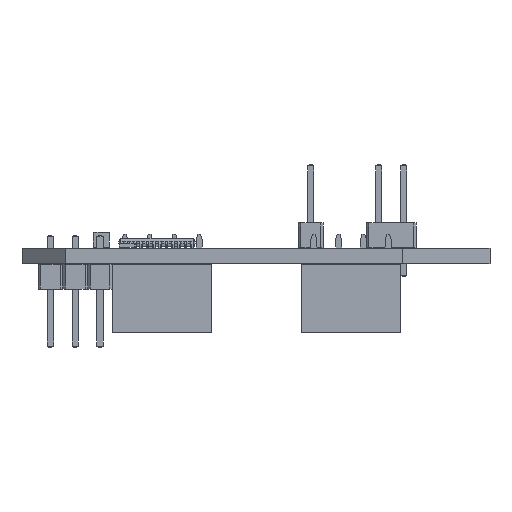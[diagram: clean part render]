
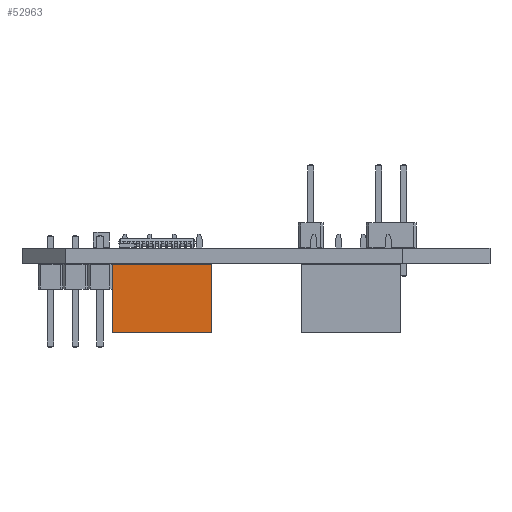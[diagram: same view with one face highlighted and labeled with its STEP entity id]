
A CAD part, left-side view. The second image highlights one B-rep face of the part: STEP entity #52963.
In plain terms, the highlighted planar face has unit normal (-1, 0, 0).
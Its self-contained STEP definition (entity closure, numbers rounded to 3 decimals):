
#51077 = PLANE('',#51078);
#51078 = AXIS2_PLACEMENT_3D('',#51079,#51080,#51081);
#51079 = CARTESIAN_POINT('',(-1.27,-8.89,0.));
#51080 = DIRECTION('',(0.,1.,0.));
#51081 = DIRECTION('',(1.,0.,0.));
#51105 = PLANE('',#51106);
#51106 = AXIS2_PLACEMENT_3D('',#51107,#51108,#51109);
#51107 = CARTESIAN_POINT('',(1.27,-8.89,7.));
#51108 = DIRECTION('',(0.,0.,-1.));
#51109 = DIRECTION('',(0.,-1.,0.));
#51133 = PLANE('',#51134);
#51134 = AXIS2_PLACEMENT_3D('',#51135,#51136,#51137);
#51135 = CARTESIAN_POINT('',(1.27,1.27,0.));
#51136 = DIRECTION('',(0.,-1.,0.));
#51137 = DIRECTION('',(-1.,0.,0.));
#51175 = VERTEX_POINT('',#51176);
#51176 = CARTESIAN_POINT('',(-1.27,-8.89,0.));
#51192 = PLANE('',#51193);
#51193 = AXIS2_PLACEMENT_3D('',#51194,#51195,#51196);
#51194 = CARTESIAN_POINT('',(1.27,-8.89,0.));
#51195 = DIRECTION('',(0.,0.,-1.));
#51196 = DIRECTION('',(0.,-1.,0.));
#51204 = EDGE_CURVE('',#51175,#51205,#51207,.T.);
#51205 = VERTEX_POINT('',#51206);
#51206 = CARTESIAN_POINT('',(-1.27,-8.89,7.));
#51207 = SURFACE_CURVE('',#51208,(#51212,#51219),.PCURVE_S1.);
#51208 = LINE('',#51209,#51210);
#51209 = CARTESIAN_POINT('',(-1.27,-8.89,0.));
#51210 = VECTOR('',#51211,1.);
#51211 = DIRECTION('',(0.,0.,1.));
#51212 = PCURVE('',#51077,#51213);
#51213 = DEFINITIONAL_REPRESENTATION('',(#51214),#51218);
#51214 = LINE('',#51215,#51216);
#51215 = CARTESIAN_POINT('',(0.,0.));
#51216 = VECTOR('',#51217,1.);
#51217 = DIRECTION('',(0.,-1.));
#51218 = ( GEOMETRIC_REPRESENTATION_CONTEXT(2) 
PARAMETRIC_REPRESENTATION_CONTEXT() REPRESENTATION_CONTEXT('2D SPACE',''
  ) );
#51219 = PCURVE('',#51220,#51225);
#51220 = PLANE('',#51221);
#51221 = AXIS2_PLACEMENT_3D('',#51222,#51223,#51224);
#51222 = CARTESIAN_POINT('',(-1.27,1.27,0.));
#51223 = DIRECTION('',(1.,0.,0.));
#51224 = DIRECTION('',(0.,-1.,0.));
#51225 = DEFINITIONAL_REPRESENTATION('',(#51226),#51230);
#51226 = LINE('',#51227,#51228);
#51227 = CARTESIAN_POINT('',(10.16,0.));
#51228 = VECTOR('',#51229,1.);
#51229 = DIRECTION('',(0.,-1.));
#51230 = ( GEOMETRIC_REPRESENTATION_CONTEXT(2) 
PARAMETRIC_REPRESENTATION_CONTEXT() REPRESENTATION_CONTEXT('2D SPACE',''
  ) );
#51387 = VERTEX_POINT('',#51388);
#51388 = CARTESIAN_POINT('',(-1.27,1.27,7.));
#51409 = EDGE_CURVE('',#51410,#51387,#51412,.T.);
#51410 = VERTEX_POINT('',#51411);
#51411 = CARTESIAN_POINT('',(-1.27,1.27,0.));
#51412 = SURFACE_CURVE('',#51413,(#51417,#51424),.PCURVE_S1.);
#51413 = LINE('',#51414,#51415);
#51414 = CARTESIAN_POINT('',(-1.27,1.27,0.));
#51415 = VECTOR('',#51416,1.);
#51416 = DIRECTION('',(0.,0.,1.));
#51417 = PCURVE('',#51133,#51418);
#51418 = DEFINITIONAL_REPRESENTATION('',(#51419),#51423);
#51419 = LINE('',#51420,#51421);
#51420 = CARTESIAN_POINT('',(2.54,0.));
#51421 = VECTOR('',#51422,1.);
#51422 = DIRECTION('',(0.,-1.));
#51423 = ( GEOMETRIC_REPRESENTATION_CONTEXT(2) 
PARAMETRIC_REPRESENTATION_CONTEXT() REPRESENTATION_CONTEXT('2D SPACE',''
  ) );
#51424 = PCURVE('',#51220,#51425);
#51425 = DEFINITIONAL_REPRESENTATION('',(#51426),#51430);
#51426 = LINE('',#51427,#51428);
#51427 = CARTESIAN_POINT('',(0.,0.));
#51428 = VECTOR('',#51429,1.);
#51429 = DIRECTION('',(0.,-1.));
#51430 = ( GEOMETRIC_REPRESENTATION_CONTEXT(2) 
PARAMETRIC_REPRESENTATION_CONTEXT() REPRESENTATION_CONTEXT('2D SPACE',''
  ) );
#51554 = EDGE_CURVE('',#51387,#51205,#51555,.T.);
#51555 = SURFACE_CURVE('',#51556,(#51560,#51567),.PCURVE_S1.);
#51556 = LINE('',#51557,#51558);
#51557 = CARTESIAN_POINT('',(-1.27,1.27,7.));
#51558 = VECTOR('',#51559,1.);
#51559 = DIRECTION('',(0.,-1.,0.));
#51560 = PCURVE('',#51105,#51561);
#51561 = DEFINITIONAL_REPRESENTATION('',(#51562),#51566);
#51562 = LINE('',#51563,#51564);
#51563 = CARTESIAN_POINT('',(-10.16,2.54));
#51564 = VECTOR('',#51565,1.);
#51565 = DIRECTION('',(1.,0.));
#51566 = ( GEOMETRIC_REPRESENTATION_CONTEXT(2) 
PARAMETRIC_REPRESENTATION_CONTEXT() REPRESENTATION_CONTEXT('2D SPACE',''
  ) );
#51567 = PCURVE('',#51220,#51568);
#51568 = DEFINITIONAL_REPRESENTATION('',(#51569),#51573);
#51569 = LINE('',#51570,#51571);
#51570 = CARTESIAN_POINT('',(0.,-7.));
#51571 = VECTOR('',#51572,1.);
#51572 = DIRECTION('',(1.,0.));
#51573 = ( GEOMETRIC_REPRESENTATION_CONTEXT(2) 
PARAMETRIC_REPRESENTATION_CONTEXT() REPRESENTATION_CONTEXT('2D SPACE',''
  ) );
#52057 = EDGE_CURVE('',#51410,#51175,#52058,.T.);
#52058 = SURFACE_CURVE('',#52059,(#52063,#52070),.PCURVE_S1.);
#52059 = LINE('',#52060,#52061);
#52060 = CARTESIAN_POINT('',(-1.27,1.27,0.));
#52061 = VECTOR('',#52062,1.);
#52062 = DIRECTION('',(0.,-1.,0.));
#52063 = PCURVE('',#51192,#52064);
#52064 = DEFINITIONAL_REPRESENTATION('',(#52065),#52069);
#52065 = LINE('',#52066,#52067);
#52066 = CARTESIAN_POINT('',(-10.16,2.54));
#52067 = VECTOR('',#52068,1.);
#52068 = DIRECTION('',(1.,0.));
#52069 = ( GEOMETRIC_REPRESENTATION_CONTEXT(2) 
PARAMETRIC_REPRESENTATION_CONTEXT() REPRESENTATION_CONTEXT('2D SPACE',''
  ) );
#52070 = PCURVE('',#51220,#52071);
#52071 = DEFINITIONAL_REPRESENTATION('',(#52072),#52076);
#52072 = LINE('',#52073,#52074);
#52073 = CARTESIAN_POINT('',(0.,0.));
#52074 = VECTOR('',#52075,1.);
#52075 = DIRECTION('',(1.,0.));
#52076 = ( GEOMETRIC_REPRESENTATION_CONTEXT(2) 
PARAMETRIC_REPRESENTATION_CONTEXT() REPRESENTATION_CONTEXT('2D SPACE',''
  ) );
#52963 = ADVANCED_FACE('',(#52964),#51220,.F.);
#52964 = FACE_BOUND('',#52965,.F.);
#52965 = EDGE_LOOP('',(#52966,#52967,#52968,#52969));
#52966 = ORIENTED_EDGE('',*,*,#51409,.T.);
#52967 = ORIENTED_EDGE('',*,*,#51554,.T.);
#52968 = ORIENTED_EDGE('',*,*,#51204,.F.);
#52969 = ORIENTED_EDGE('',*,*,#52057,.F.);
